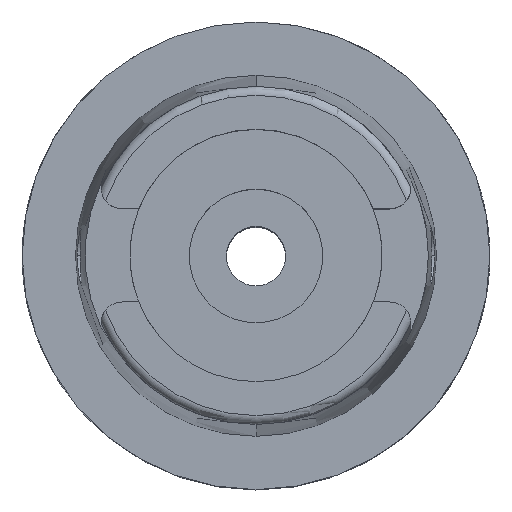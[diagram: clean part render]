
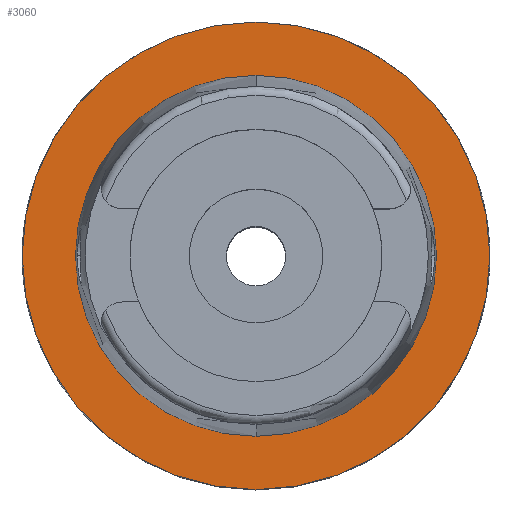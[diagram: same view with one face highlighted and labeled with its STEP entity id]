
A CAD part, top view. The second image highlights one B-rep face of the part: STEP entity #3060.
In plain terms, the highlighted planar face has unit normal (0, 0, 1).
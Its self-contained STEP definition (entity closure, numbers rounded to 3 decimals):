
#645=CARTESIAN_POINT('',(0.,0.,0.));
#646=DIRECTION('',(0.,0.,-1.));
#647=DIRECTION('',(0.,-1.,0.));
#648=AXIS2_PLACEMENT_3D('',#645,#646,#647);
#653=CARTESIAN_POINT('',(0.,0.,0.));
#654=DIRECTION('',(0.,0.,-1.));
#655=DIRECTION('',(0.,1.,0.));
#656=AXIS2_PLACEMENT_3D('',#653,#654,#655);
#661=CARTESIAN_POINT('',(0.,0.,0.));
#662=DIRECTION('',(0.,0.,1.));
#663=DIRECTION('',(0.,-1.,0.));
#664=AXIS2_PLACEMENT_3D('',#661,#662,#663);
#669=CARTESIAN_POINT('',(0.,0.,0.));
#670=DIRECTION('',(0.,0.,1.));
#671=DIRECTION('',(0.,1.,0.));
#672=AXIS2_PLACEMENT_3D('',#669,#670,#671);
#2396=CARTESIAN_POINT('',(0.,-24.315,0.));
#2397=VERTEX_POINT('',#2396);
#2398=CARTESIAN_POINT('',(0.,24.315,0.));
#2399=VERTEX_POINT('',#2398);
#2674=CARTESIAN_POINT('',(0.,31.5,0.));
#2675=VERTEX_POINT('',#2674);
#2676=CARTESIAN_POINT('',(0.,-31.5,0.));
#2677=VERTEX_POINT('',#2676);
#3045=CARTESIAN_POINT('',(0.,0.,0.));
#3046=DIRECTION('',(0.,0.,1.));
#3047=DIRECTION('',(0.,1.,0.));
#3048=AXIS2_PLACEMENT_3D('',#3045,#3046,#3047);
#3049=PLANE('',#3048);
#3051=ORIENTED_EDGE('',*,*,#3050,.T.);
#3053=ORIENTED_EDGE('',*,*,#3052,.T.);
#3054=EDGE_LOOP('',(#3051,#3053));
#3055=FACE_OUTER_BOUND('',#3054,.F.);
#3056=ORIENTED_EDGE('',*,*,#3003,.T.);
#3057=ORIENTED_EDGE('',*,*,#2796,.T.);
#3058=EDGE_LOOP('',(#3056,#3057));
#3059=FACE_BOUND('',#3058,.F.);
#649=CIRCLE('',#648,31.5);
#657=CIRCLE('',#656,31.5);
#665=CIRCLE('',#664,24.315);
#673=CIRCLE('',#672,24.315);
#2796=EDGE_CURVE('',#2399,#2397,#673,.T.);
#3003=EDGE_CURVE('',#2397,#2399,#665,.T.);
#3050=EDGE_CURVE('',#2677,#2675,#649,.T.);
#3052=EDGE_CURVE('',#2675,#2677,#657,.T.);
#3060=ADVANCED_FACE('',(#3055,#3059),#3049,.T.);
